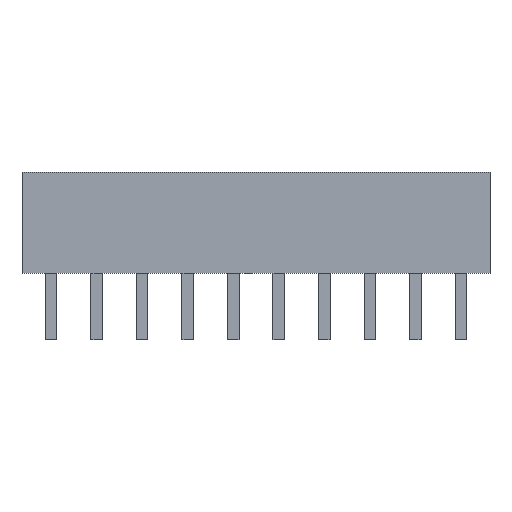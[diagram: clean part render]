
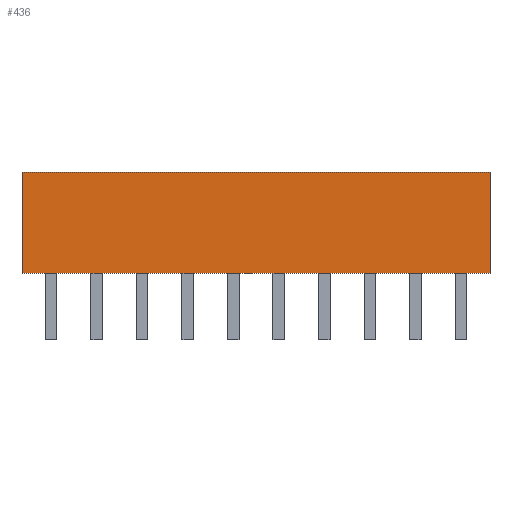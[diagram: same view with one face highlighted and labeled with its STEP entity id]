
A CAD part, top view. The second image highlights one B-rep face of the part: STEP entity #436.
In plain terms, the highlighted planar face has unit normal (0, 0, 1).
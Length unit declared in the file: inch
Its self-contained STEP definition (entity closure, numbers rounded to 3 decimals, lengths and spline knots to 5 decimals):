
#436 = ADVANCED_FACE( '', ( #973 ), #974, .F. );
#973 = FACE_OUTER_BOUND( '', #1635, .T. );
#974 = PLANE( '', #1636 );
#1635 = EDGE_LOOP( '', ( #2767, #2768, #2769, #2770 ) );
#1636 = AXIS2_PLACEMENT_3D( '', #2771, #2772, #2773 );
#2767 = ORIENTED_EDGE( '', *, *, #4097, .T. );
#2768 = ORIENTED_EDGE( '', *, *, #4171, .F. );
#2769 = ORIENTED_EDGE( '', *, *, #4373, .F. );
#2770 = ORIENTED_EDGE( '', *, *, #4332, .T. );
#2771 = CARTESIAN_POINT( '', ( -0.4045, 0.175, 0.03935 ) );
#2772 = DIRECTION( '', ( 0., 0., -1. ) );
#2773 = DIRECTION( '', ( -1., 0., 0. ) );
#4097 = EDGE_CURVE( '', #4970, #4968, #4971, .T. );
#4171 = EDGE_CURVE( '', #5087, #4968, #5089, .T. );
#4332 = EDGE_CURVE( '', #5337, #4970, #5338, .T. );
#4373 = EDGE_CURVE( '', #5337, #5087, #5400, .T. );
#4968 = VERTEX_POINT( '', #6206 );
#4970 = VERTEX_POINT( '', #6209 );
#4971 = LINE( '', #6210, #6211 );
#5087 = VERTEX_POINT( '', #6384 );
#5089 = LINE( '', #6387, #6388 );
#5337 = VERTEX_POINT( '', #6756 );
#5338 = LINE( '', #6757, #6758 );
#5400 = LINE( '', #6851, #6852 );
#6206 = CARTESIAN_POINT( '', ( 0.4045, 0., 0.03935 ) );
#6209 = CARTESIAN_POINT( '', ( -0.4045, 0., 0.03935 ) );
#6210 = CARTESIAN_POINT( '', ( -0.4045, 0., 0.03935 ) );
#6211 = VECTOR( '', #7649, 39.37008 );
#6384 = CARTESIAN_POINT( '', ( 0.4045, 0.175, 0.03935 ) );
#6387 = CARTESIAN_POINT( '', ( 0.4045, 0.175, 0.03935 ) );
#6388 = VECTOR( '', #7708, 39.37008 );
#6756 = CARTESIAN_POINT( '', ( -0.4045, 0.175, 0.03935 ) );
#6757 = CARTESIAN_POINT( '', ( -0.4045, 0.175, 0.03935 ) );
#6758 = VECTOR( '', #7829, 39.37008 );
#6851 = CARTESIAN_POINT( '', ( -0.4045, 0.175, 0.03935 ) );
#6852 = VECTOR( '', #7861, 39.37008 );
#7649 = DIRECTION( '', ( 1., 0., 0. ) );
#7708 = DIRECTION( '', ( 0., -1., 0. ) );
#7829 = DIRECTION( '', ( 0., -1., 0. ) );
#7861 = DIRECTION( '', ( 1., 0., 0. ) );
